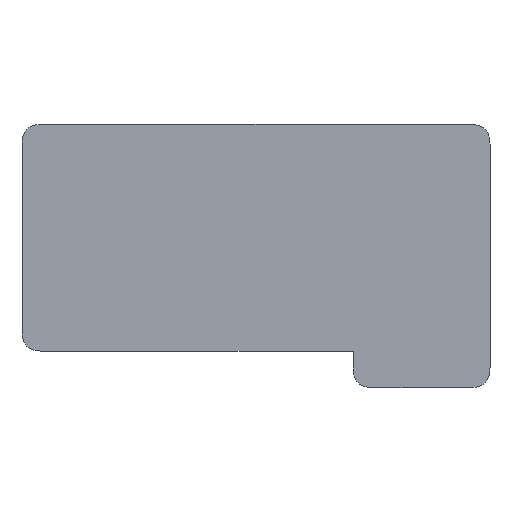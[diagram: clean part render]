
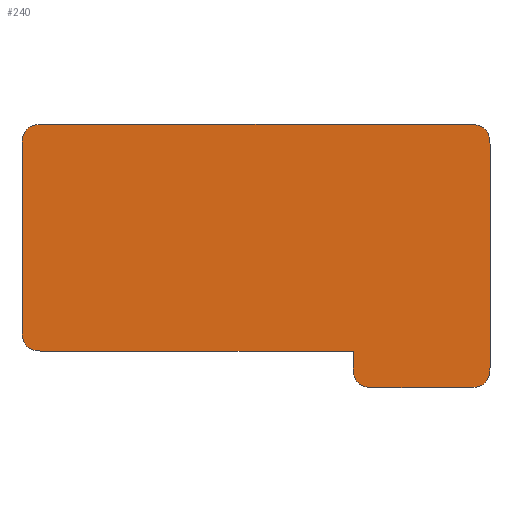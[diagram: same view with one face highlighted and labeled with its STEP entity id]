
A CAD part, top view. The second image highlights one B-rep face of the part: STEP entity #240.
In plain terms, the highlighted planar face has unit normal (0, 0, 1).
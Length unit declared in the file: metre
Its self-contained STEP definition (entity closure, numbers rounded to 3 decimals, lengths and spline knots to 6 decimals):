
#12=B_SPLINE_CURVE_WITH_KNOTS('',3,(#341,#342,#343,#344,#345,#346,#347,
#348,#349,#350,#351,#352,#353,#354),.UNSPECIFIED.,.F.,.F.,(4,1,1,1,1,1,
1,1,1,1,1,4),(0.,0.0625,0.125,0.15625,0.1875,0.25,0.375,0.5,0.625,0.75,
0.875,1.),.UNSPECIFIED.);
#14=B_SPLINE_CURVE_WITH_KNOTS('',3,(#412,#413,#414,#415,#416,#417,#418,
#419,#420,#421,#422,#423,#424,#425),.UNSPECIFIED.,.F.,.F.,(4,1,1,1,1,1,
1,1,1,1,1,4),(0.,0.0625,0.125,0.15625,0.1875,0.25,0.375,0.5,0.625,0.75,
0.875,1.),.UNSPECIFIED.);
#16=B_SPLINE_CURVE_WITH_KNOTS('',3,(#477,#478,#479,#480,#481,#482,#483,
#484,#485,#486,#487,#488,#489,#490),.UNSPECIFIED.,.F.,.F.,(4,1,1,1,1,1,
1,1,1,1,1,4),(0.,0.0625,0.125,0.15625,0.1875,0.25,0.375,0.5,0.625,0.75,
0.875,1.),.UNSPECIFIED.);
#18=B_SPLINE_CURVE_WITH_KNOTS('',3,(#542,#543,#544,#545,#546,#547,#548,
#549,#550,#551,#552,#553,#554,#555),.UNSPECIFIED.,.F.,.F.,(4,1,1,1,1,1,
1,1,1,1,1,4),(0.,0.0625,0.125,0.15625,0.1875,0.25,0.375,0.5,0.625,0.75,
0.875,1.),.UNSPECIFIED.);
#20=B_SPLINE_CURVE_WITH_KNOTS('',3,(#607,#608,#609,#610,#611,#612,#613,
#614,#615,#616,#617,#618,#619,#620),.UNSPECIFIED.,.F.,.F.,(4,1,1,1,1,1,
1,1,1,1,1,4),(0.,0.0625,0.125,0.15625,0.1875,0.25,0.375,0.5,0.625,0.75,
0.875,1.),.UNSPECIFIED.);
#82=ORIENTED_EDGE('',*,*,#93,.F.);
#83=ORIENTED_EDGE('',*,*,#124,.F.);
#84=ORIENTED_EDGE('',*,*,#121,.T.);
#85=ORIENTED_EDGE('',*,*,#118,.F.);
#86=ORIENTED_EDGE('',*,*,#115,.T.);
#87=ORIENTED_EDGE('',*,*,#112,.F.);
#88=ORIENTED_EDGE('',*,*,#109,.F.);
#89=ORIENTED_EDGE('',*,*,#106,.F.);
#90=ORIENTED_EDGE('',*,*,#103,.T.);
#91=ORIENTED_EDGE('',*,*,#100,.T.);
#92=ORIENTED_EDGE('',*,*,#97,.F.);
#93=EDGE_CURVE('',#126,#127,#148,.T.);
#97=EDGE_CURVE('',#127,#130,#12,.T.);
#100=EDGE_CURVE('',#132,#130,#153,.T.);
#103=EDGE_CURVE('',#134,#132,#156,.T.);
#106=EDGE_CURVE('',#134,#136,#14,.T.);
#109=EDGE_CURVE('',#136,#138,#160,.F.);
#112=EDGE_CURVE('',#138,#140,#16,.T.);
#115=EDGE_CURVE('',#142,#140,#164,.F.);
#118=EDGE_CURVE('',#142,#144,#18,.T.);
#121=EDGE_CURVE('',#146,#144,#168,.T.);
#124=EDGE_CURVE('',#146,#126,#20,.T.);
#126=VERTEX_POINT('',#306);
#127=VERTEX_POINT('',#307);
#130=VERTEX_POINT('',#355);
#132=VERTEX_POINT('',#374);
#134=VERTEX_POINT('',#380);
#136=VERTEX_POINT('',#426);
#138=VERTEX_POINT('',#445);
#140=VERTEX_POINT('',#491);
#142=VERTEX_POINT('',#510);
#144=VERTEX_POINT('',#556);
#146=VERTEX_POINT('',#575);
#148=LINE('',#305,#171);
#153=LINE('',#373,#176);
#156=LINE('',#379,#179);
#160=LINE('',#444,#183);
#164=LINE('',#509,#187);
#168=LINE('',#574,#191);
#171=VECTOR('',#266,1.);
#176=VECTOR('',#273,1.);
#179=VECTOR('',#278,1.);
#183=VECTOR('',#284,1.);
#187=VECTOR('',#290,1.);
#191=VECTOR('',#296,1.);
#206=EDGE_LOOP('',(#82,#83,#84,#85,#86,#87,#88,#89,#90,#91,#92));
#219=FACE_BOUND('',#206,.T.);
#227=PLANE('',#261);
#240=ADVANCED_FACE('',(#219),#227,.F.);
#261=AXIS2_PLACEMENT_3D('',#636,#301,#302);
#266=DIRECTION('',(-1.,0.,0.));
#273=DIRECTION('',(0.,-1.,0.));
#278=DIRECTION('',(1.,0.,0.));
#284=DIRECTION('',(0.,-1.,0.));
#290=DIRECTION('',(1.,0.,0.));
#296=DIRECTION('',(0.,1.,0.));
#301=DIRECTION('',(0.,0.,-1.));
#302=DIRECTION('',(1.,0.,0.));
#305=CARTESIAN_POINT('',(0.058298,-0.009,0.));
#306=CARTESIAN_POINT('',(0.067798,-0.009,0.));
#307=CARTESIAN_POINT('',(0.051798,-0.009,0.));
#341=CARTESIAN_POINT('',(0.051798,-0.009,0.));
#342=CARTESIAN_POINT('',(0.05166,-0.009,0.));
#343=CARTESIAN_POINT('',(0.051406,-0.008995,0.));
#344=CARTESIAN_POINT('',(0.051164,-0.008979,0.));
#345=CARTESIAN_POINT('',(0.05098,-0.008956,0.));
#346=CARTESIAN_POINT('',(0.050749,-0.008916,0.));
#347=CARTESIAN_POINT('',(0.050388,-0.008825,0.));
#348=CARTESIAN_POINT('',(0.049848,-0.008598,0.));
#349=CARTESIAN_POINT('',(0.049335,-0.008202,0.));
#350=CARTESIAN_POINT('',(0.048947,-0.007688,0.));
#351=CARTESIAN_POINT('',(0.048683,-0.007078,0.));
#352=CARTESIAN_POINT('',(0.048554,-0.006387,0.));
#353=CARTESIAN_POINT('',(0.048548,-0.006032,0.));
#354=CARTESIAN_POINT('',(0.048548,-0.00575,0.));
#355=CARTESIAN_POINT('',(0.048548,-0.00575,0.));
#373=CARTESIAN_POINT('',(0.048548,-0.0045,0.));
#374=CARTESIAN_POINT('',(0.048548,-0.003,0.));
#379=CARTESIAN_POINT('',(0.0325,-0.003,0.));
#380=CARTESIAN_POINT('',(-0.002639,-0.003,0.));
#412=CARTESIAN_POINT('',(-0.002639,-0.003,0.));
#413=CARTESIAN_POINT('',(-0.002777,-0.003,0.));
#414=CARTESIAN_POINT('',(-0.003031,-0.002995,0.));
#415=CARTESIAN_POINT('',(-0.003273,-0.002979,0.));
#416=CARTESIAN_POINT('',(-0.003457,-0.002956,0.));
#417=CARTESIAN_POINT('',(-0.003688,-0.002916,0.));
#418=CARTESIAN_POINT('',(-0.004049,-0.002825,0.));
#419=CARTESIAN_POINT('',(-0.004589,-0.002598,0.));
#420=CARTESIAN_POINT('',(-0.005102,-0.002202,0.));
#421=CARTESIAN_POINT('',(-0.00549,-0.001688,0.));
#422=CARTESIAN_POINT('',(-0.005754,-0.001078,0.));
#423=CARTESIAN_POINT('',(-0.005883,-0.000387,0.));
#424=CARTESIAN_POINT('',(-0.005889,-0.000032,0.));
#425=CARTESIAN_POINT('',(-0.005889,0.00025,0.));
#426=CARTESIAN_POINT('',(-0.005889,0.00025,0.));
#444=CARTESIAN_POINT('',(-0.005889,0.00345,0.));
#445=CARTESIAN_POINT('',(-0.005889,0.03102,0.));
#477=CARTESIAN_POINT('',(-0.005889,0.03102,0.));
#478=CARTESIAN_POINT('',(-0.005889,0.031158,0.));
#479=CARTESIAN_POINT('',(-0.005884,0.031412,0.));
#480=CARTESIAN_POINT('',(-0.005868,0.031654,0.));
#481=CARTESIAN_POINT('',(-0.005845,0.031838,0.));
#482=CARTESIAN_POINT('',(-0.005805,0.032069,0.));
#483=CARTESIAN_POINT('',(-0.005714,0.03243,0.));
#484=CARTESIAN_POINT('',(-0.005487,0.03297,0.));
#485=CARTESIAN_POINT('',(-0.005091,0.033483,0.));
#486=CARTESIAN_POINT('',(-0.004577,0.033871,0.));
#487=CARTESIAN_POINT('',(-0.003967,0.034135,0.));
#488=CARTESIAN_POINT('',(-0.003276,0.034264,0.));
#489=CARTESIAN_POINT('',(-0.002921,0.03427,0.));
#490=CARTESIAN_POINT('',(-0.002639,0.03427,0.));
#491=CARTESIAN_POINT('',(-0.002639,0.03427,0.));
#509=CARTESIAN_POINT('',(0.011,0.03427,0.));
#510=CARTESIAN_POINT('',(0.067798,0.03427,0.));
#542=CARTESIAN_POINT('',(0.067798,0.03427,0.));
#543=CARTESIAN_POINT('',(0.067936,0.03427,0.));
#544=CARTESIAN_POINT('',(0.06819,0.034265,0.));
#545=CARTESIAN_POINT('',(0.068432,0.034249,0.));
#546=CARTESIAN_POINT('',(0.068616,0.034226,0.));
#547=CARTESIAN_POINT('',(0.068847,0.034186,0.));
#548=CARTESIAN_POINT('',(0.069208,0.034095,0.));
#549=CARTESIAN_POINT('',(0.069748,0.033868,0.));
#550=CARTESIAN_POINT('',(0.070261,0.033472,0.));
#551=CARTESIAN_POINT('',(0.070649,0.032958,0.));
#552=CARTESIAN_POINT('',(0.070913,0.032348,0.));
#553=CARTESIAN_POINT('',(0.071042,0.031657,0.));
#554=CARTESIAN_POINT('',(0.071048,0.031302,0.));
#555=CARTESIAN_POINT('',(0.071048,0.03102,0.));
#556=CARTESIAN_POINT('',(0.071048,0.03102,0.));
#574=CARTESIAN_POINT('',(0.071048,0.0131,0.));
#575=CARTESIAN_POINT('',(0.071048,-0.00575,0.));
#607=CARTESIAN_POINT('',(0.071048,-0.00575,0.));
#608=CARTESIAN_POINT('',(0.071048,-0.005888,0.));
#609=CARTESIAN_POINT('',(0.071043,-0.006142,0.));
#610=CARTESIAN_POINT('',(0.071027,-0.006384,0.));
#611=CARTESIAN_POINT('',(0.071004,-0.006568,0.));
#612=CARTESIAN_POINT('',(0.070964,-0.006799,0.));
#613=CARTESIAN_POINT('',(0.070873,-0.00716,0.));
#614=CARTESIAN_POINT('',(0.070646,-0.0077,0.));
#615=CARTESIAN_POINT('',(0.07025,-0.008213,0.));
#616=CARTESIAN_POINT('',(0.069736,-0.008601,0.));
#617=CARTESIAN_POINT('',(0.069126,-0.008865,0.));
#618=CARTESIAN_POINT('',(0.068435,-0.008994,0.));
#619=CARTESIAN_POINT('',(0.06808,-0.009,0.));
#620=CARTESIAN_POINT('',(0.067798,-0.009,0.));
#636=CARTESIAN_POINT('',(0.03258,0.011135,0.));
